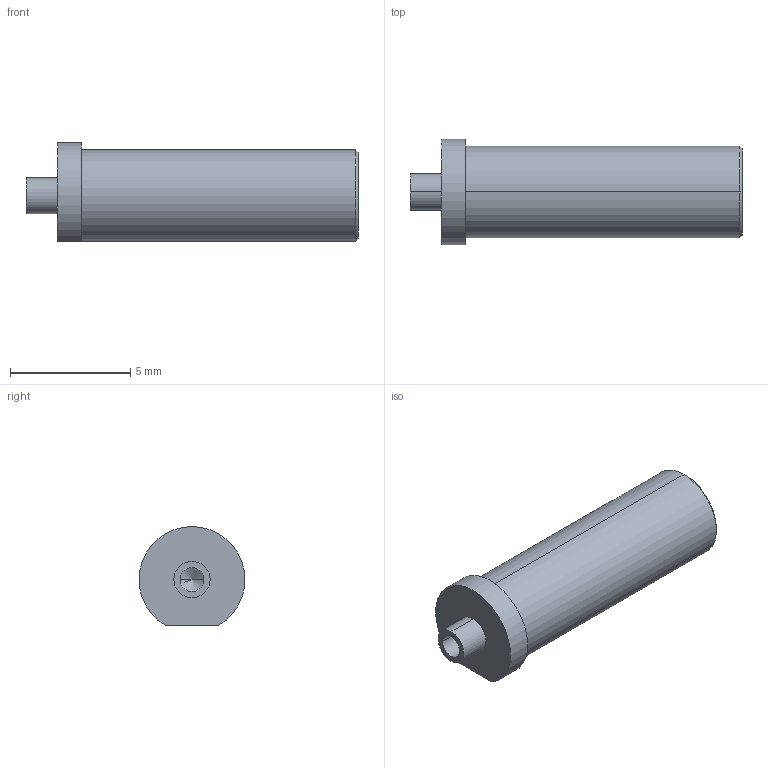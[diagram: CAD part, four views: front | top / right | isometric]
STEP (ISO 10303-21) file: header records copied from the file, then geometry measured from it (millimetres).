
FILE_DESCRIPTION((''),'2;1');
FILE_NAME('00112021604','2020-02-04T',('presta_be4'),(''),'CREO PARAMETRIC BY PTC INC, 2018360','CREO PARAMETRIC BY PTC INC, 2018360','');
FILE_SCHEMA(('CONFIG_CONTROL_DESIGN'));
Length unit declared in the file: millimetre
Products named in the file (1): 00112021604
Bounding box: 13.81 x 4.41 x 4.11 mm (x, y, z)
Volume: 100.2 mm3; surface area: 338.9 mm2
Topology: 1 solids, 1 shells, 87 faces, 227 edges, 146 vertices
Faces by surface type: plane 42, cylinder 25, cone 20
Entity records: 2835 total; most frequent: CARTESIAN_POINT 616, DIRECTION 473, ORIENTED_EDGE 446, EDGE_CURVE 223, AXIS2_PLACEMENT_3D 179, VERTEX_POINT 146, VECTOR 115, LINE 115
